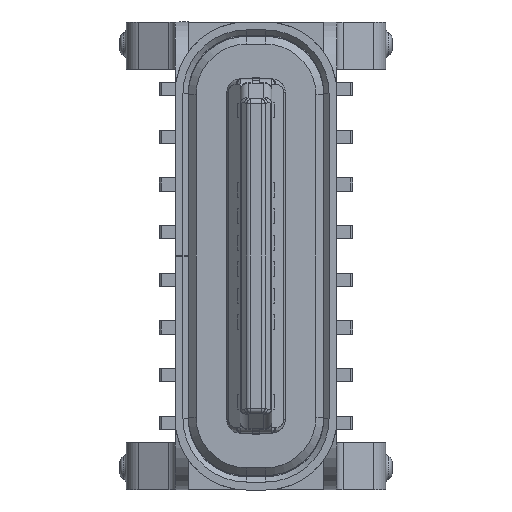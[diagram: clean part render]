
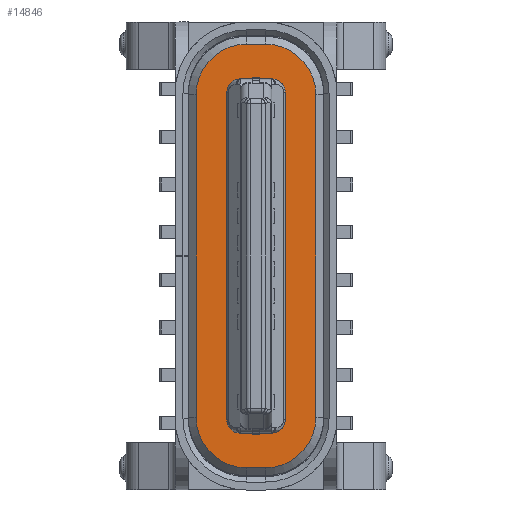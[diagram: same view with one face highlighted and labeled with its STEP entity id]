
A CAD part, front view. The second image highlights one B-rep face of the part: STEP entity #14846.
In plain terms, the highlighted planar face has unit normal (0, -1, 0).
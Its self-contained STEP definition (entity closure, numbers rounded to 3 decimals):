
#536=DIRECTION('',(0.,0.,-1.));
#537=VECTOR('',#536,6.1);
#538=CARTESIAN_POINT('',(-1.13,-0.115,
3.05));
#539=LINE('',#538,#537);
#634=CARTESIAN_POINT('',(-0.18,-0.115,
-3.05));
#635=DIRECTION('',(0.,1.,0.));
#636=DIRECTION('',(0.,0.,-1.));
#637=AXIS2_PLACEMENT_3D('',#634,#635,#636);
#639=CARTESIAN_POINT('',(-0.18,-0.115,
3.05));
#640=DIRECTION('',(0.,1.,0.));
#641=DIRECTION('',(-1.,0.,0.));
#642=AXIS2_PLACEMENT_3D('',#639,#640,#641);
#644=CARTESIAN_POINT('',(0.18,-0.115,
3.05));
#645=DIRECTION('',(0.,1.,0.));
#646=DIRECTION('',(0.,0.,1.));
#647=AXIS2_PLACEMENT_3D('',#644,#645,#646);
#649=CARTESIAN_POINT('',(0.18,-0.115,
-3.05));
#650=DIRECTION('',(0.,1.,0.));
#651=DIRECTION('',(1.,0.,0.));
#652=AXIS2_PLACEMENT_3D('',#649,#650,#651);
#654=CARTESIAN_POINT('',(0.301,-0.115,
3.095));
#655=DIRECTION('',(0.,-1.,0.));
#656=DIRECTION('',(1.,0.,0.));
#657=AXIS2_PLACEMENT_3D('',#654,#655,#656);
#659=DIRECTION('',(-1.,0.,0.));
#660=VECTOR('',#659,0.6);
#661=CARTESIAN_POINT('',(0.301,-0.115,
3.345));
#662=LINE('',#661,#660);
#663=CARTESIAN_POINT('',(-0.299,-0.115,
3.095));
#664=DIRECTION('',(0.,-1.,0.));
#665=DIRECTION('',(0.,0.,1.));
#666=AXIS2_PLACEMENT_3D('',#663,#664,#665);
#668=DIRECTION('',(0.,0.,-1.));
#669=VECTOR('',#668,6.19);
#670=CARTESIAN_POINT('',(-0.549,-0.115,
3.095));
#671=LINE('',#670,#669);
#672=CARTESIAN_POINT('',(-0.299,-0.115,
-3.095));
#673=DIRECTION('',(0.,-1.,0.));
#674=DIRECTION('',(-1.,0.,0.));
#675=AXIS2_PLACEMENT_3D('',#672,#673,#674);
#677=CARTESIAN_POINT('',(0.301,-0.115,
-3.095));
#678=DIRECTION('',(0.,-1.,0.));
#679=DIRECTION('',(0.,0.,-1.));
#680=AXIS2_PLACEMENT_3D('',#677,#678,#679);
#682=DIRECTION('',(1.,0.,0.));
#683=VECTOR('',#682,0.36);
#684=CARTESIAN_POINT('',(-0.18,-0.115,
-4.));
#685=LINE('',#684,#683);
#703=DIRECTION('',(0.,0.,1.));
#704=VECTOR('',#703,6.1);
#705=CARTESIAN_POINT('',(1.13,-0.115,
-3.05));
#706=LINE('',#705,#704);
#720=DIRECTION('',(-1.,0.,0.));
#721=VECTOR('',#720,0.36);
#722=CARTESIAN_POINT('',(0.18,-0.115,
4.));
#723=LINE('',#722,#721);
#724=DIRECTION('',(0.,0.,-1.));
#725=VECTOR('',#724,6.19);
#726=CARTESIAN_POINT('',(0.551,-0.115,
3.095));
#727=LINE('',#726,#725);
#1046=DIRECTION('',(-1.,0.,0.));
#1047=VECTOR('',#1046,0.6);
#1048=CARTESIAN_POINT('',(0.301,-0.115,
-3.345));
#1049=LINE('',#1048,#1047);
#13505=CARTESIAN_POINT('',(0.18,-0.115,
-4.));
#13506=VERTEX_POINT('',#13505);
#13507=CARTESIAN_POINT('',(1.13,-0.115,
-3.05));
#13508=VERTEX_POINT('',#13507);
#13509=CARTESIAN_POINT('',(-0.18,-0.115,
-4.));
#13510=VERTEX_POINT('',#13509);
#13511=CARTESIAN_POINT('',(-1.13,-0.115,-3.05));
#13512=VERTEX_POINT('',#13511);
#13513=CARTESIAN_POINT('',(-1.13,-0.115,
3.05));
#13514=VERTEX_POINT('',#13513);
#13515=CARTESIAN_POINT('',(-0.18,-0.115,
4.));
#13516=VERTEX_POINT('',#13515);
#13517=CARTESIAN_POINT('',(0.18,-0.115,
4.));
#13518=VERTEX_POINT('',#13517);
#13519=CARTESIAN_POINT('',(1.13,-0.115,3.05));
#13520=VERTEX_POINT('',#13519);
#13521=CARTESIAN_POINT('',(0.551,-0.115,
3.095));
#13522=CARTESIAN_POINT('',(0.551,-0.115,
-3.095));
#13523=VERTEX_POINT('',#13521);
#13524=VERTEX_POINT('',#13522);
#13525=CARTESIAN_POINT('',(0.301,-0.115,
3.345));
#13526=VERTEX_POINT('',#13525);
#13527=CARTESIAN_POINT('',(-0.299,-0.115,
3.345));
#13528=VERTEX_POINT('',#13527);
#13529=CARTESIAN_POINT('',(-0.549,-0.115,
3.095));
#13530=VERTEX_POINT('',#13529);
#13531=CARTESIAN_POINT('',(-0.549,-0.115,
-3.095));
#13532=VERTEX_POINT('',#13531);
#13533=CARTESIAN_POINT('',(-0.299,-0.115,
-3.345));
#13534=VERTEX_POINT('',#13533);
#13535=CARTESIAN_POINT('',(0.301,-0.115,
-3.345));
#13536=VERTEX_POINT('',#13535);
#14808=CARTESIAN_POINT('',(-0.549,-0.115,
4.5));
#14809=DIRECTION('',(0.,-1.,0.));
#14810=DIRECTION('',(-1.,0.,0.));
#14811=AXIS2_PLACEMENT_3D('',#14808,#14809,#14810);
#14812=PLANE('',#14811);
#14814=ORIENTED_EDGE('',*,*,#14813,.F.);
#14815=ORIENTED_EDGE('',*,*,#14801,.T.);
#14816=ORIENTED_EDGE('',*,*,#14663,.F.);
#14817=ORIENTED_EDGE('',*,*,#14681,.T.);
#14819=ORIENTED_EDGE('',*,*,#14818,.F.);
#14821=ORIENTED_EDGE('',*,*,#14820,.T.);
#14823=ORIENTED_EDGE('',*,*,#14822,.F.);
#14825=ORIENTED_EDGE('',*,*,#14824,.T.);
#14826=EDGE_LOOP('',(#14814,#14815,#14816,#14817,#14819,#14821,#14823,#14825));
#14827=FACE_OUTER_BOUND('',#14826,.F.);
#14829=ORIENTED_EDGE('',*,*,#14828,.F.);
#14831=ORIENTED_EDGE('',*,*,#14830,.T.);
#14833=ORIENTED_EDGE('',*,*,#14832,.T.);
#14835=ORIENTED_EDGE('',*,*,#14834,.T.);
#14837=ORIENTED_EDGE('',*,*,#14836,.T.);
#14839=ORIENTED_EDGE('',*,*,#14838,.T.);
#14841=ORIENTED_EDGE('',*,*,#14840,.F.);
#14843=ORIENTED_EDGE('',*,*,#14842,.T.);
#14844=EDGE_LOOP('',(#14829,#14831,#14833,#14835,#14837,#14839,#14841,#14843));
#14845=FACE_BOUND('',#14844,.F.);
#638=CIRCLE('',#637,0.95);
#643=CIRCLE('',#642,0.95);
#648=CIRCLE('',#647,0.95);
#653=CIRCLE('',#652,0.95);
#658=CIRCLE('',#657,0.25);
#667=CIRCLE('',#666,0.25);
#676=CIRCLE('',#675,0.25);
#681=CIRCLE('',#680,0.25);
#14663=EDGE_CURVE('',#13514,#13512,#539,.T.);
#14681=EDGE_CURVE('',#13514,#13516,#643,.T.);
#14801=EDGE_CURVE('',#13510,#13512,#638,.T.);
#14813=EDGE_CURVE('',#13510,#13506,#685,.T.);
#14818=EDGE_CURVE('',#13518,#13516,#723,.T.);
#14820=EDGE_CURVE('',#13518,#13520,#648,.T.);
#14822=EDGE_CURVE('',#13508,#13520,#706,.T.);
#14824=EDGE_CURVE('',#13508,#13506,#653,.T.);
#14828=EDGE_CURVE('',#13523,#13524,#727,.T.);
#14830=EDGE_CURVE('',#13523,#13526,#658,.T.);
#14832=EDGE_CURVE('',#13526,#13528,#662,.T.);
#14834=EDGE_CURVE('',#13528,#13530,#667,.T.);
#14836=EDGE_CURVE('',#13530,#13532,#671,.T.);
#14838=EDGE_CURVE('',#13532,#13534,#676,.T.);
#14840=EDGE_CURVE('',#13536,#13534,#1049,.T.);
#14842=EDGE_CURVE('',#13536,#13524,#681,.T.);
#14846=ADVANCED_FACE('',(#14827,#14845),#14812,.T.);
